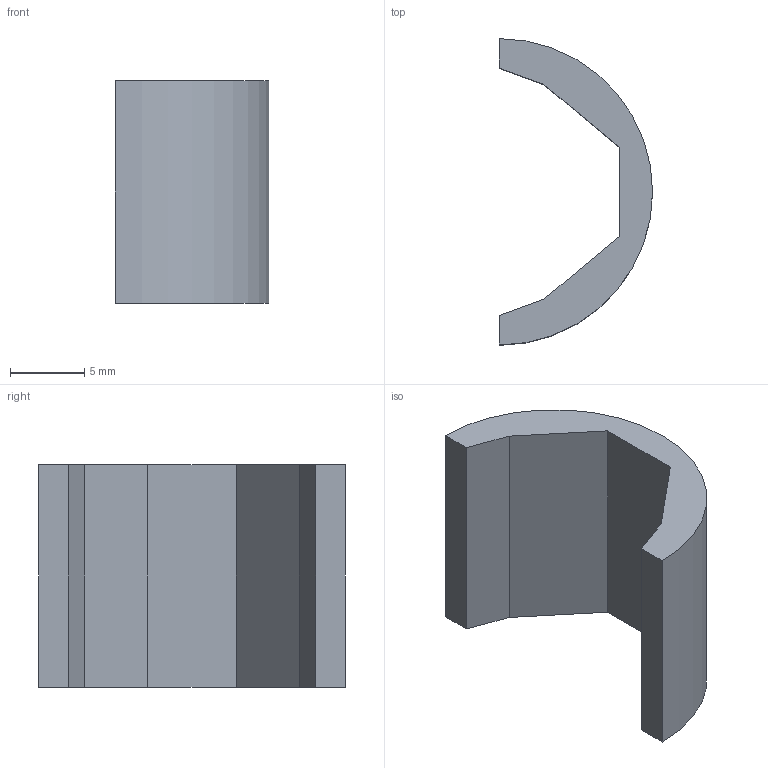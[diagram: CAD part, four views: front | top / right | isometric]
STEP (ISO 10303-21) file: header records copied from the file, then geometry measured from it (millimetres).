
FILE_DESCRIPTION (( 'STEP AP214' ), '1' );
FILE_NAME ('groove.STEP', '2024-12-30T02:34:53', ( '' ), ( '' ), 'SwSTEP 2.0', 'SolidWorks 2020', '' );
FILE_SCHEMA (( 'AUTOMOTIVE_DESIGN' ));
Length unit declared in the file: millimetre
Products named in the file (1): groove
Bounding box: 10.35 x 20.7 x 15 mm (x, y, z)
Volume: 1032.9 mm3; surface area: 1071.1 mm2
Topology: 1 solids, 1 shells, 10 faces, 24 edges, 16 vertices
Faces by surface type: plane 9, cylinder 1
Entity records: 324 total; most frequent: CARTESIAN_POINT 51, DIRECTION 48, ORIENTED_EDGE 48, EDGE_CURVE 24, VECTOR 22, LINE 22, VERTEX_POINT 16, AXIS2_PLACEMENT_3D 13
